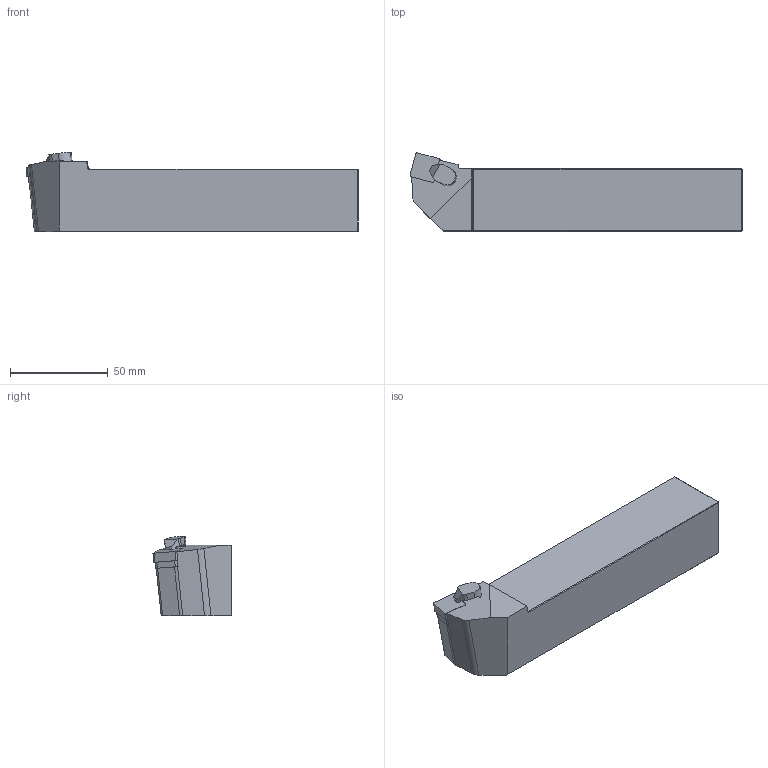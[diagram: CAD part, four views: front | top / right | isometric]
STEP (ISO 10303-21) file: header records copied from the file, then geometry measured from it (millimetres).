
FILE_DESCRIPTION(/* description */ (''),/* implementation_level */ '2;1');
FILE_NAME(/* name */ 'PSKNL-3232-P12C_.stp',/* time_stamp */ '2023-09-29T15:55:49+03:00',/* author */ (''),/* organization */ (''),/* preprocessor_version */ 'ST-DEVELOPER v19.4',/* originating_system */ 'SIEMENS PLM Software NX2306.3001',/* authorisation */ '');
FILE_SCHEMA (('AUTOMOTIVE_DESIGN { 1 0 10303 214 3 1 1 1 }'));
Length unit declared in the file: millimetre
Products named in the file (1): PSKNR-3232-P12C
Bounding box: 170 x 39.99 x 40.59 mm (x, y, z)
Volume: 173199.4 mm3; surface area: 24360.1 mm2
Topology: 2 solids, 2 shells, 76 faces, 195 edges, 124 vertices
Faces by surface type: plane 53, cylinder 21, cone 2
Entity records: 2328 total; most frequent: CARTESIAN_POINT 414, DIRECTION 397, ORIENTED_EDGE 390, EDGE_CURVE 195, LINE 143, VECTOR 143, AXIS2_PLACEMENT_3D 127, VERTEX_POINT 124
